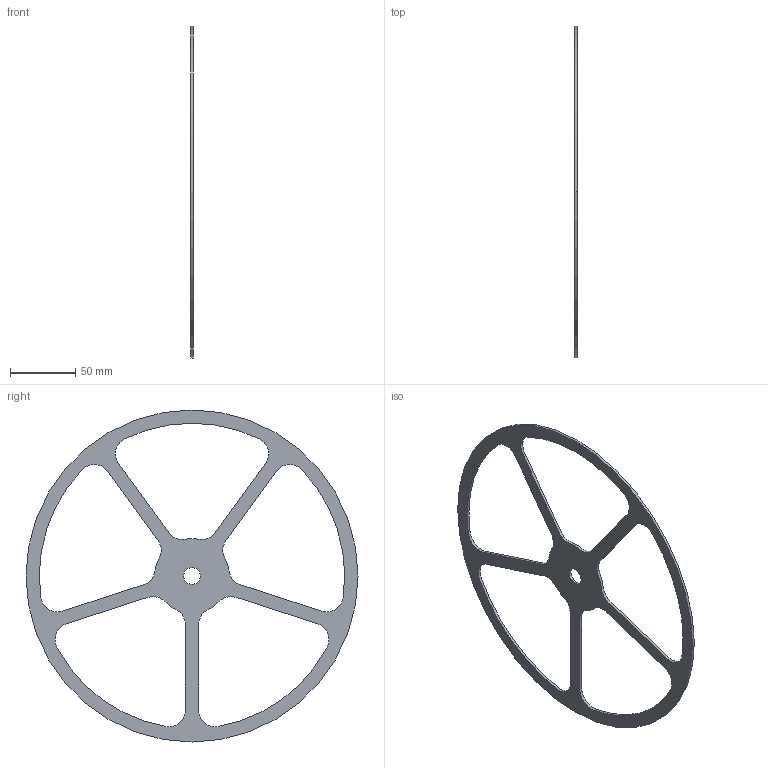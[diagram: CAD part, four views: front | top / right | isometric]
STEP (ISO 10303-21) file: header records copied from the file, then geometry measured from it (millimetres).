
FILE_DESCRIPTION((''),'2;1');
FILE_NAME('DRIVESYS_SPOKE_YOST','2023-01-18T12:38:59',('shawn'),(''),'CREO PARAMETRIC BY PTC INC, 2022073','CREO PARAMETRIC BY PTC INC, 2022073','');
FILE_SCHEMA(('CONFIG_CONTROL_DESIGN'));
Length unit declared in the file: inch
Products named in the file (1): DRIVESYS_SPOKE_YOST
Bounding box: 2.03 x 254 x 254 mm (x, y, z)
Volume: 31102.6 mm3; surface area: 35575.8 mm2
Topology: 1 solids, 1 shells, 46 faces, 132 edges, 88 vertices
Faces by surface type: cylinder 34, plane 12
Entity records: 1608 total; most frequent: DIRECTION 292, CARTESIAN_POINT 266, ORIENTED_EDGE 264, EDGE_CURVE 132, AXIS2_PLACEMENT_3D 114, VERTEX_POINT 88, CIRCLE 68, VECTOR 64
